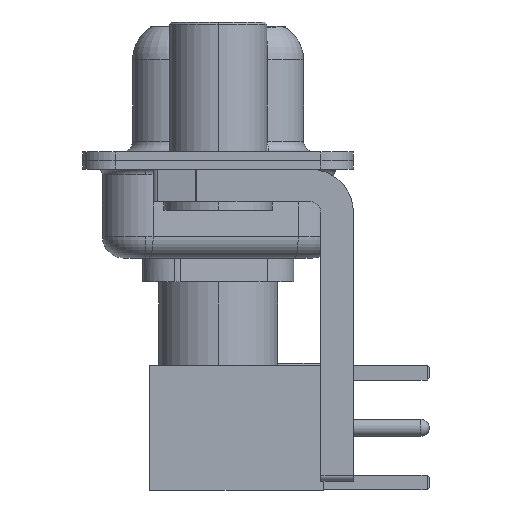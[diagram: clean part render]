
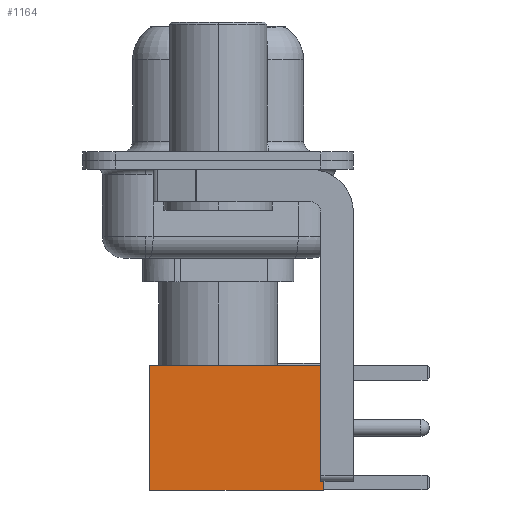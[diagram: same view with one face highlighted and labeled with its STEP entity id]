
A CAD part, left-side view. The second image highlights one B-rep face of the part: STEP entity #1164.
In plain terms, the highlighted face is planar.
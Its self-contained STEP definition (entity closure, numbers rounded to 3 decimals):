
#391 = VECTOR ( 'NONE', #3733, 1000. ) ;
#816 = CARTESIAN_POINT ( 'NONE',  ( 2.875, 2.875, 0. ) ) ;
#1073 = VECTOR ( 'NONE', #19194, 1000. ) ;
#1164 = ADVANCED_FACE ( 'NONE', ( #4390 ), #14779, .T. ) ;
#1274 = AXIS2_PLACEMENT_3D ( 'NONE', #816, #21926, #4279 ) ;
#1672 = LINE ( 'NONE', #21510, #391 ) ;
#3733 = DIRECTION ( 'NONE',  ( 0., 0., -1. ) ) ;
#4279 = DIRECTION ( 'NONE',  ( 0., 0., 1. ) ) ;
#4361 = VERTEX_POINT ( 'NONE', #19349 ) ;
#4390 = FACE_OUTER_BOUND ( 'NONE', #15989, .T. ) ;
#5564 = CARTESIAN_POINT ( 'NONE',  ( 0., 2.875, 8. ) ) ;
#5734 = VERTEX_POINT ( 'NONE', #8847 ) ;
#7006 = VECTOR ( 'NONE', #18637, 1000. ) ;
#7656 = LINE ( 'NONE', #5564, #18928 ) ;
#7895 = CARTESIAN_POINT ( 'NONE',  ( -2.875, 2.875, 0. ) ) ;
#7992 = ORIENTED_EDGE ( 'NONE', *, *, #22164, .T. ) ;
#8679 = VERTEX_POINT ( 'NONE', #16560 ) ;
#8847 = CARTESIAN_POINT ( 'NONE',  ( -2.875, 2.875, 8. ) ) ;
#9515 = LINE ( 'NONE', #21983, #7006 ) ;
#12441 = EDGE_CURVE ( 'NONE', #8679, #5734, #7656, .T. ) ;
#14779 = PLANE ( 'NONE',  #1274 ) ;
#14802 = DIRECTION ( 'NONE',  ( -1., 0., 0. ) ) ;
#15989 = EDGE_LOOP ( 'NONE', ( #16920, #7992, #16718, #17034 ) ) ;
#16560 = CARTESIAN_POINT ( 'NONE',  ( 2.875, 2.875, 8. ) ) ;
#16658 = LINE ( 'NONE', #7895, #1073 ) ;
#16718 = ORIENTED_EDGE ( 'NONE', *, *, #19727, .F. ) ;
#16920 = ORIENTED_EDGE ( 'NONE', *, *, #22592, .T. ) ;
#17034 = ORIENTED_EDGE ( 'NONE', *, *, #12441, .F. ) ;
#18637 = DIRECTION ( 'NONE',  ( -1., 0., 0. ) ) ;
#18928 = VECTOR ( 'NONE', #14802, 1000. ) ;
#19194 = DIRECTION ( 'NONE',  ( 0., 0., -1. ) ) ;
#19349 = CARTESIAN_POINT ( 'NONE',  ( 2.875, 2.875, 0. ) ) ;
#19727 = EDGE_CURVE ( 'NONE', #5734, #20161, #16658, .T. ) ;
#20161 = VERTEX_POINT ( 'NONE', #20898 ) ;
#20898 = CARTESIAN_POINT ( 'NONE',  ( -2.875, 2.875, 0. ) ) ;
#21510 = CARTESIAN_POINT ( 'NONE',  ( 2.875, 2.875, 0. ) ) ;
#21926 = DIRECTION ( 'NONE',  ( 0., 1., 0. ) ) ;
#21983 = CARTESIAN_POINT ( 'NONE',  ( 0., 2.875, 0. ) ) ;
#22164 = EDGE_CURVE ( 'NONE', #4361, #20161, #9515, .T. ) ;
#22592 = EDGE_CURVE ( 'NONE', #8679, #4361, #1672, .T. ) ;
